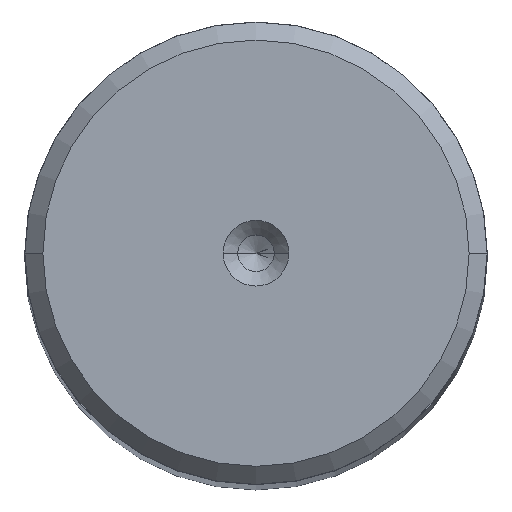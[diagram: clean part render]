
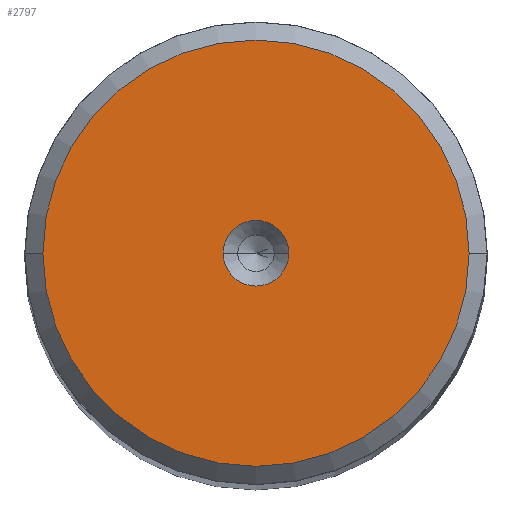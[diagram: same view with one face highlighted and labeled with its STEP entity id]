
A CAD part, top view. The second image highlights one B-rep face of the part: STEP entity #2797.
In plain terms, the highlighted planar face has unit normal (0, 0, 1).
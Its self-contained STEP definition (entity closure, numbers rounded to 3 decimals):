
#38 = CARTESIAN_POINT ( 'NONE',  ( 0., 0., 260. ) ) ;
#48 = DIRECTION ( 'NONE',  ( 0., 0., 1. ) ) ;
#49 = VERTEX_POINT ( 'NONE', #670 ) ;
#263 = DIRECTION ( 'NONE',  ( 1., 0., 0. ) ) ;
#289 = ORIENTED_EDGE ( 'NONE', *, *, #1582, .T. ) ;
#327 = EDGE_LOOP ( 'NONE', ( #2092, #2873 ) ) ;
#369 = CIRCLE ( 'NONE', #1052, 17.514 ) ;
#378 = AXIS2_PLACEMENT_3D ( 'NONE', #2443, #2859, #1059 ) ;
#451 = EDGE_CURVE ( 'NONE', #1558, #1257, #1700, .T. ) ;
#468 = CARTESIAN_POINT ( 'NONE',  ( 0., 0., 260. ) ) ;
#624 = CARTESIAN_POINT ( 'NONE',  ( 17.514, 0., 260. ) ) ;
#652 = VERTEX_POINT ( 'NONE', #624 ) ;
#670 = CARTESIAN_POINT ( 'NONE',  ( -17.514, 0., 260. ) ) ;
#854 = ORIENTED_EDGE ( 'NONE', *, *, #1267, .T. ) ;
#909 = AXIS2_PLACEMENT_3D ( 'NONE', #38, #48, #263 ) ;
#973 = CARTESIAN_POINT ( 'NONE',  ( 2.7, 0., 260. ) ) ;
#977 = PLANE ( 'NONE',  #909 ) ;
#1052 = AXIS2_PLACEMENT_3D ( 'NONE', #2904, #2700, #1553 ) ;
#1059 = DIRECTION ( 'NONE',  ( 1., 0., 0. ) ) ;
#1094 = CARTESIAN_POINT ( 'NONE',  ( -2.7, 0., 260. ) ) ;
#1257 = VERTEX_POINT ( 'NONE', #1094 ) ;
#1267 = EDGE_CURVE ( 'NONE', #652, #49, #369, .T. ) ;
#1553 = DIRECTION ( 'NONE',  ( 1., 0., 0. ) ) ;
#1558 = VERTEX_POINT ( 'NONE', #973 ) ;
#1577 = CIRCLE ( 'NONE', #2329, 2.7 ) ;
#1582 = EDGE_CURVE ( 'NONE', #49, #652, #2911, .T. ) ;
#1615 = DIRECTION ( 'NONE',  ( 1., 0., 0. ) ) ;
#1645 = CARTESIAN_POINT ( 'NONE',  ( 0., 0., 260. ) ) ;
#1700 = CIRCLE ( 'NONE', #378, 2.7 ) ;
#1907 = DIRECTION ( 'NONE',  ( 0., 0., 1. ) ) ;
#2056 = DIRECTION ( 'NONE',  ( 0., 0., 1. ) ) ;
#2092 = ORIENTED_EDGE ( 'NONE', *, *, #451, .F. ) ;
#2103 = FACE_OUTER_BOUND ( 'NONE', #2764, .T. ) ;
#2162 = EDGE_CURVE ( 'NONE', #1257, #1558, #1577, .T. ) ;
#2307 = FACE_BOUND ( 'NONE', #327, .T. ) ;
#2329 = AXIS2_PLACEMENT_3D ( 'NONE', #468, #2056, #1615 ) ;
#2443 = CARTESIAN_POINT ( 'NONE',  ( 0., 0., 260. ) ) ;
#2541 = DIRECTION ( 'NONE',  ( 1., 0., 0. ) ) ;
#2631 = AXIS2_PLACEMENT_3D ( 'NONE', #1645, #1907, #2541 ) ;
#2700 = DIRECTION ( 'NONE',  ( 0., 0., 1. ) ) ;
#2764 = EDGE_LOOP ( 'NONE', ( #289, #854 ) ) ;
#2797 = ADVANCED_FACE ( 'NONE', ( #2307, #2103 ), #977, .T. ) ;
#2859 = DIRECTION ( 'NONE',  ( 0., 0., 1. ) ) ;
#2873 = ORIENTED_EDGE ( 'NONE', *, *, #2162, .F. ) ;
#2904 = CARTESIAN_POINT ( 'NONE',  ( 0., 0., 260. ) ) ;
#2911 = CIRCLE ( 'NONE', #2631, 17.514 ) ;
